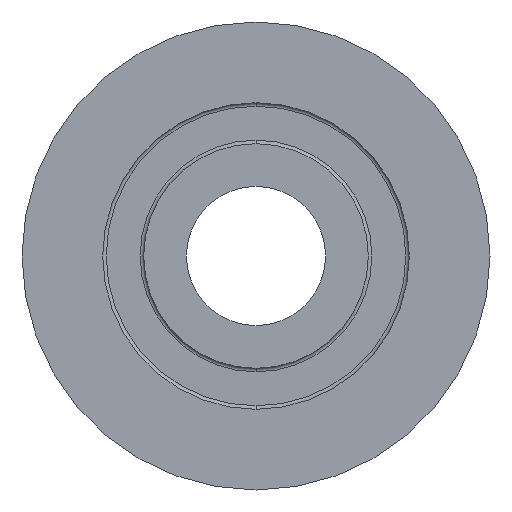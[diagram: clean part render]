
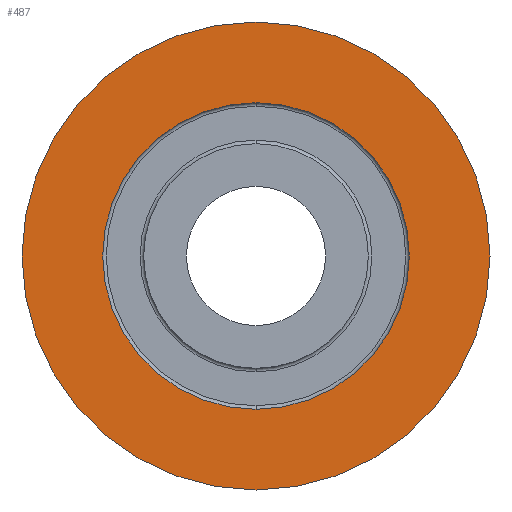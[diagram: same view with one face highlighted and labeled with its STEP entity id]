
A CAD part, left-side view. The second image highlights one B-rep face of the part: STEP entity #487.
In plain terms, the highlighted planar face has unit normal (-1, 0, 0).
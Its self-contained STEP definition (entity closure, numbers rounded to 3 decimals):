
#16 = ORIENTED_EDGE ( 'NONE', *, *, #1020, .F. ) ;
#35 = AXIS2_PLACEMENT_3D ( 'NONE', #1175, #630, #67 ) ;
#59 = DIRECTION ( 'NONE',  ( -1., 0., 0. ) ) ;
#60 = CARTESIAN_POINT ( 'NONE',  ( 0., 0., 20. ) ) ;
#67 = DIRECTION ( 'NONE',  ( 0., 0., 1. ) ) ;
#112 = PLANE ( 'NONE',  #1074 ) ;
#117 = DIRECTION ( 'NONE',  ( 0., 0., -1. ) ) ;
#140 = VERTEX_POINT ( 'NONE', #775 ) ;
#149 = DIRECTION ( 'NONE',  ( -1., 0., 0. ) ) ;
#180 = AXIS2_PLACEMENT_3D ( 'NONE', #322, #960, #418 ) ;
#187 = CIRCLE ( 'NONE', #869, 13.1 ) ;
#224 = EDGE_LOOP ( 'NONE', ( #991, #16 ) ) ;
#241 = CARTESIAN_POINT ( 'NONE',  ( 0., 0., -13.1 ) ) ;
#244 = ORIENTED_EDGE ( 'NONE', *, *, #1006, .T. ) ;
#274 = VERTEX_POINT ( 'NONE', #60 ) ;
#322 = CARTESIAN_POINT ( 'NONE',  ( 0., 0., 0. ) ) ;
#365 = EDGE_LOOP ( 'NONE', ( #244, #504 ) ) ;
#366 = FACE_OUTER_BOUND ( 'NONE', #365, .T. ) ;
#411 = CIRCLE ( 'NONE', #35, 20. ) ;
#418 = DIRECTION ( 'NONE',  ( 0., 0., 1. ) ) ;
#487 = ADVANCED_FACE ( 'NONE', ( #613, #366 ), #112, .F. ) ;
#504 = ORIENTED_EDGE ( 'NONE', *, *, #1068, .T. ) ;
#550 = VERTEX_POINT ( 'NONE', #241 ) ;
#558 = CIRCLE ( 'NONE', #180, 13.1 ) ;
#613 = FACE_BOUND ( 'NONE', #224, .T. ) ;
#622 = CARTESIAN_POINT ( 'NONE',  ( 0., 0., 0. ) ) ;
#630 = DIRECTION ( 'NONE',  ( -1., 0., 0. ) ) ;
#679 = DIRECTION ( 'NONE',  ( 1., 0., 0. ) ) ;
#709 = CARTESIAN_POINT ( 'NONE',  ( 0., 0., 0. ) ) ;
#715 = DIRECTION ( 'NONE',  ( 0., 0., 1. ) ) ;
#741 = VERTEX_POINT ( 'NONE', #832 ) ;
#748 = AXIS2_PLACEMENT_3D ( 'NONE', #709, #149, #805 ) ;
#775 = CARTESIAN_POINT ( 'NONE',  ( 0., 0., 13.1 ) ) ;
#805 = DIRECTION ( 'NONE',  ( 0., 0., 1. ) ) ;
#832 = CARTESIAN_POINT ( 'NONE',  ( 0., 0., -20. ) ) ;
#869 = AXIS2_PLACEMENT_3D ( 'NONE', #622, #59, #715 ) ;
#872 = EDGE_CURVE ( 'NONE', #140, #550, #558, .T. ) ;
#955 = CIRCLE ( 'NONE', #748, 20. ) ;
#960 = DIRECTION ( 'NONE',  ( -1., 0., 0. ) ) ;
#991 = ORIENTED_EDGE ( 'NONE', *, *, #872, .F. ) ;
#1006 = EDGE_CURVE ( 'NONE', #274, #741, #955, .T. ) ;
#1020 = EDGE_CURVE ( 'NONE', #550, #140, #187, .T. ) ;
#1030 = CARTESIAN_POINT ( 'NONE',  ( 0., 0., -13.1 ) ) ;
#1068 = EDGE_CURVE ( 'NONE', #741, #274, #411, .T. ) ;
#1074 = AXIS2_PLACEMENT_3D ( 'NONE', #1030, #679, #117 ) ;
#1175 = CARTESIAN_POINT ( 'NONE',  ( 0., 0., 0. ) ) ;
